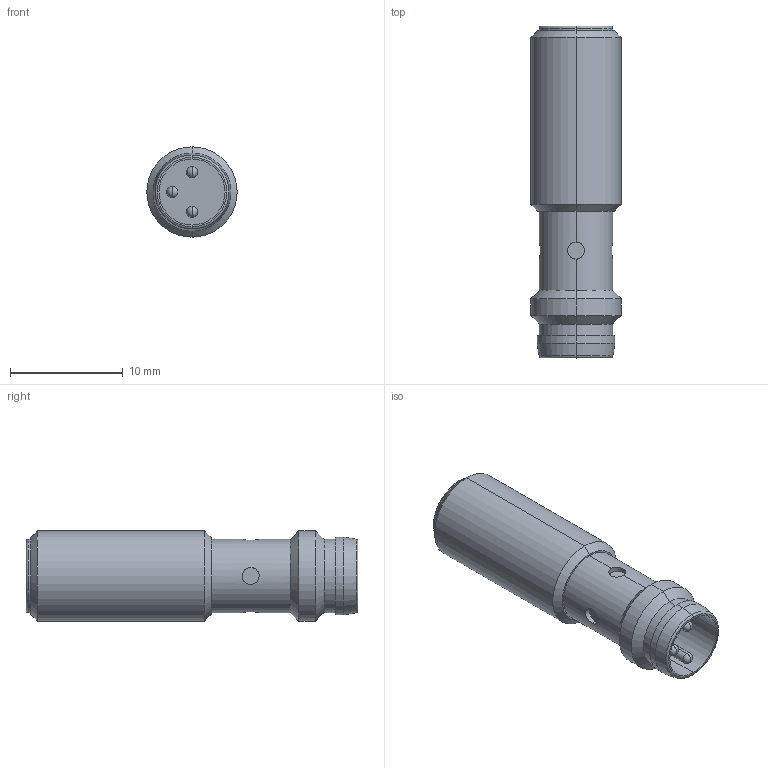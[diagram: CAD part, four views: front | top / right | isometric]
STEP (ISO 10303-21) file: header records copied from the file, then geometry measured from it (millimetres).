
FILE_DESCRIPTION (( 'STEP AP203' ), '1' );
FILE_NAME ('AES-CP-3F.step', '2016-01-26T18:49:57', ( '' ), ( '' ), 'SwSTEP 2.0', 'SolidWorks 2015', '' );
FILE_SCHEMA (( 'CONFIG_CONTROL_DESIGN' ));
Length unit declared in the file: millimetre
Products named in the file (1): AES-CP-3F
Bounding box: 8 x 29.4 x 8 mm (x, y, z)
Volume: 1156.6 mm3; surface area: 928.1 mm2
Topology: 1 solids, 1 shells, 58 faces, 132 edges, 79 vertices
Faces by surface type: cylinder 28, cone 10, plane 10, sphere 6, torus 4
Entity records: 1719 total; most frequent: CARTESIAN_POINT 374, DIRECTION 294, ORIENTED_EDGE 240, AXIS2_PLACEMENT_3D 127, EDGE_CURVE 120, VERTEX_POINT 73, CIRCLE 68, EDGE_LOOP 67
